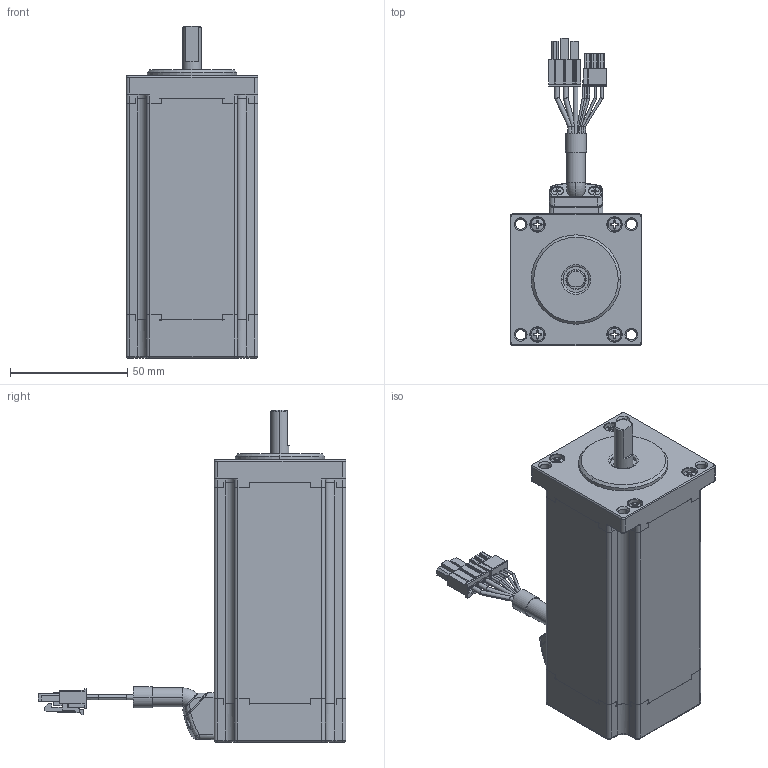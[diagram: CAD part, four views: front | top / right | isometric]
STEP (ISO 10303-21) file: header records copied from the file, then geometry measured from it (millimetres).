
FILE_DESCRIPTION (( 'STEP AP203' ), '1' );
FILE_NAME ('57BL180L4(-C).STEP', '2013-05-16T08:18:58', ( '' ), ( '' ), 'SwSTEP 2.0', 'SolidWorks 2007', '' );
FILE_SCHEMA (( 'CONFIG_CONTROL_DESIGN' ));
Length unit declared in the file: millimetre
Products named in the file (1): 57BL180L4(-C)
Bounding box: 56.2 x 131.2 x 141.5 mm (x, y, z)
Surface area: 42178.4 mm2 (no closed solid volume)
Topology: 0 solids, 23 shells, 707 faces, 2715 edges, 1971 vertices
Faces by surface type: plane 354, cylinder 215, cone 53, torus 44, bspline 31, sphere 10
Entity records: 30080 total; most frequent: CARTESIAN_POINT 7668, DIRECTION 4677, ORIENTED_EDGE 4211, EDGE_CURVE 2710, VERTEX_POINT 1971, VECTOR 1615, LINE 1615, AXIS2_PLACEMENT_3D 1531
